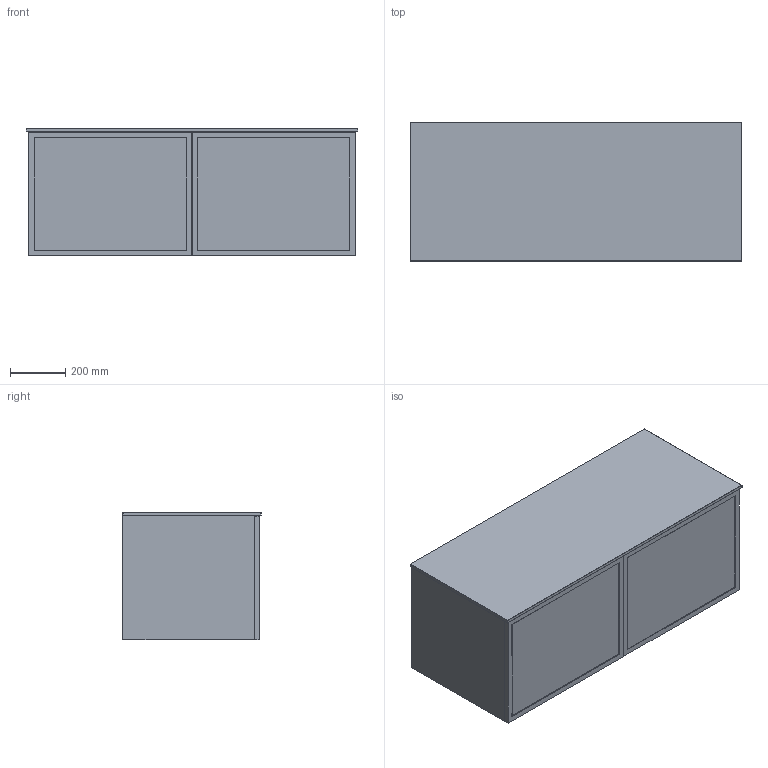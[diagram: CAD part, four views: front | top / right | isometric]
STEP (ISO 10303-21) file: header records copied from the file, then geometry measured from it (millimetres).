
FILE_DESCRIPTION(/* description */ (''),/* implementation_level */ '2;1');
FILE_NAME(/* name */ 'Kado Lux Slim 1200 (12MM)',/* time_stamp */ '2025-07-09T15:05:02+10:00',/* author */ (''),/* organization */ (''),/* preprocessor_version */ 'ST-DEVELOPER v16.5',/* originating_system */ '',/* authorisation */ '');
FILE_SCHEMA (('AUTOMOTIVE_DESIGN'));
Length unit declared in the file: millimetre
Products named in the file (10): Document; Kado Lux Slim 1200 (12MM); Kado Lux Slim ALL; Kado Lux Slim 1200; Kado Lux Slim Carcass 1200; Lux Slim Drawer Front 59019; Lux Slim Drawer Front 590; 12MM Benchtops (All-Drawer); 1200 Benchtop (12MM)20; 1200 Benchtop (12MM)23456789101112131415161718
Assembly tree (10 placements, depth 6):
  Document
    Kado Lux Slim 1200 (12MM)
      Kado Lux Slim ALL
        Kado Lux Slim 1200
          Kado Lux Slim Carcass 1200
          Lux Slim Drawer Front 59019  x2
            Lux Slim Drawer Front 590
      12MM Benchtops (All-Drawer)
        1200 Benchtop (12MM)20
          1200 Benchtop (12MM)23456789101112131415161718
Bounding box: 1200 x 500 x 462 mm (x, y, z)
Volume: 40106946.5 mm3; surface area: 5675587.8 mm2
Topology: 8 solids, 8 shells, 72 faces, 150 edges, 92 vertices
Faces by surface type: plane 58, cylinder 10, bspline 4
Entity records: 1837 total; most frequent: CARTESIAN_POINT 600, ORIENTED_EDGE 244, EDGE_CURVE 122, B_SPLINE_CURVE_WITH_KNOTS 106, DIRECTION 103, AXIS2_PLACEMENT_3D 80, VERTEX_POINT 76, EDGE_LOOP 62
